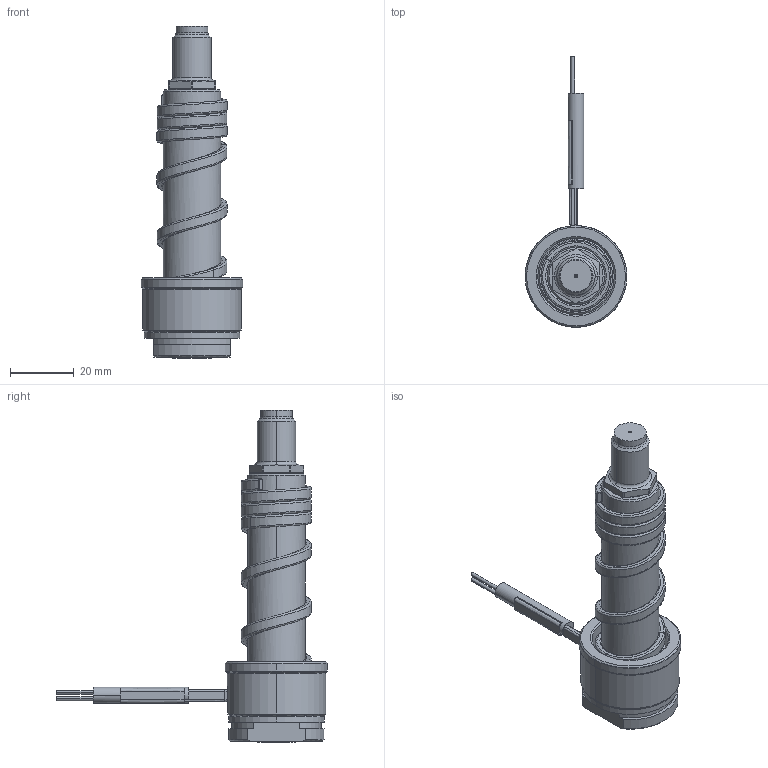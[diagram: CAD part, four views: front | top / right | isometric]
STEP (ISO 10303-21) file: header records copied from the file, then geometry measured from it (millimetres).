
FILE_DESCRIPTION((''),'2;1');
FILE_NAME('SM-96-BEV-N','2014-02-25T',('Íàòàëüÿ'),('IMID'),'PRO/ENGINEER BY PARAMETRIC TECHNOLOGY CORPORATION, 2010180','PRO/ENGINEER BY PARAMETRIC TECHNOLOGY CORPORATION, 2010180','');
FILE_SCHEMA(('CONFIG_CONTROL_DESIGN'));
Length unit declared in the file: millimetre
Products named in the file (1): SM-96-BEV-N
Bounding box: 32 x 85 x 104.2 mm (x, y, z)
Volume: 33628 mm3; surface area: 18926.9 mm2
Topology: 1 solids, 9 shells, 333 faces, 843 edges, 497 vertices
Faces by surface type: cylinder 115, cone 62, bspline 55, plane 52, torus 29, revolution 9, extrusion 7, sphere 4
Entity records: 17219 total; most frequent: CARTESIAN_POINT 9546, ORIENTED_EDGE 1642, DIRECTION 1518, EDGE_CURVE 833, AXIS2_PLACEMENT_3D 607, VERTEX_POINT 497, EDGE_LOOP 356, CIRCLE 344
